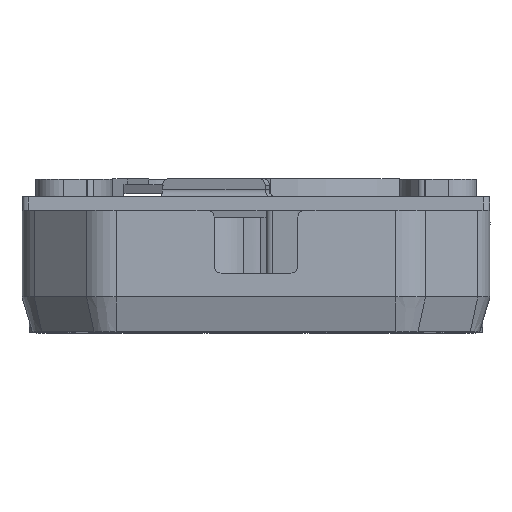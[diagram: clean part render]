
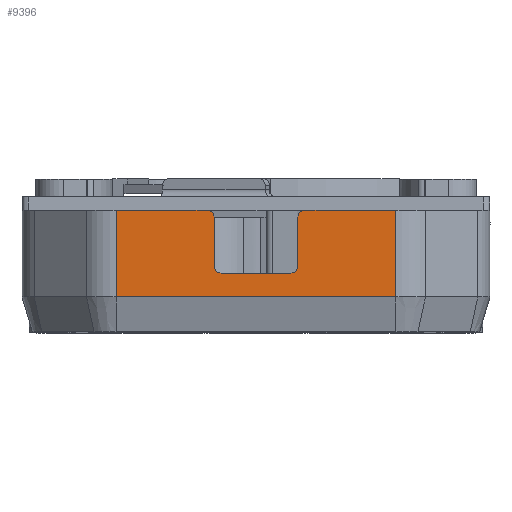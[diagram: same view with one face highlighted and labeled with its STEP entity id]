
A CAD part, top view. The second image highlights one B-rep face of the part: STEP entity #9396.
In plain terms, the highlighted planar face has unit normal (0, 0, 1).
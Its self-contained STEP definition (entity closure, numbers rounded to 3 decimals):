
#147=PLANE('',#10069);
#487=FACE_OUTER_BOUND('',#1020,.T.);
#1020=EDGE_LOOP('',(#6719,#6720,#6721,#6722,#6723,#6724,#6725,#6726,#6727,
#6728,#6729,#6730));
#1637=LINE('',#14337,#2583);
#1671=LINE('',#14436,#2617);
#1672=LINE('',#14440,#2618);
#1673=LINE('',#14442,#2619);
#1674=LINE('',#14446,#2620);
#1675=LINE('',#14450,#2621);
#1676=LINE('',#14454,#2622);
#1677=LINE('',#14457,#2623);
#2583=VECTOR('',#11355,10.);
#2617=VECTOR('',#11461,10.);
#2618=VECTOR('',#11466,10.);
#2619=VECTOR('',#11467,10.);
#2620=VECTOR('',#11470,10.);
#2621=VECTOR('',#11473,10.);
#2622=VECTOR('',#11476,10.);
#2623=VECTOR('',#11479,10.);
#3544=CIRCLE('',#10070,1.);
#3545=CIRCLE('',#10071,1.);
#3546=CIRCLE('',#10072,1.);
#3547=CIRCLE('',#10073,1.);
#4067=VERTEX_POINT('',#14333);
#4068=VERTEX_POINT('',#14335);
#4097=VERTEX_POINT('',#14435);
#4098=VERTEX_POINT('',#14439);
#4099=VERTEX_POINT('',#14441);
#4100=VERTEX_POINT('',#14443);
#4101=VERTEX_POINT('',#14445);
#4102=VERTEX_POINT('',#14447);
#4103=VERTEX_POINT('',#14449);
#4104=VERTEX_POINT('',#14451);
#4105=VERTEX_POINT('',#14453);
#4106=VERTEX_POINT('',#14455);
#5065=EDGE_CURVE('',#4068,#4067,#1637,.T.);
#5114=EDGE_CURVE('',#4067,#4097,#1671,.T.);
#5116=EDGE_CURVE('',#4098,#4068,#1672,.T.);
#5117=EDGE_CURVE('',#4099,#4098,#1673,.T.);
#5118=EDGE_CURVE('',#4100,#4099,#3544,.T.);
#5119=EDGE_CURVE('',#4100,#4101,#1674,.T.);
#5120=EDGE_CURVE('',#4102,#4101,#3545,.T.);
#5121=EDGE_CURVE('',#4102,#4103,#1675,.T.);
#5122=EDGE_CURVE('',#4104,#4103,#3546,.T.);
#5123=EDGE_CURVE('',#4104,#4105,#1676,.T.);
#5124=EDGE_CURVE('',#4106,#4105,#3547,.T.);
#5125=EDGE_CURVE('',#4097,#4106,#1677,.T.);
#6719=ORIENTED_EDGE('',*,*,#5065,.F.);
#6720=ORIENTED_EDGE('',*,*,#5116,.F.);
#6721=ORIENTED_EDGE('',*,*,#5117,.F.);
#6722=ORIENTED_EDGE('',*,*,#5118,.F.);
#6723=ORIENTED_EDGE('',*,*,#5119,.T.);
#6724=ORIENTED_EDGE('',*,*,#5120,.F.);
#6725=ORIENTED_EDGE('',*,*,#5121,.T.);
#6726=ORIENTED_EDGE('',*,*,#5122,.F.);
#6727=ORIENTED_EDGE('',*,*,#5123,.T.);
#6728=ORIENTED_EDGE('',*,*,#5124,.F.);
#6729=ORIENTED_EDGE('',*,*,#5125,.F.);
#6730=ORIENTED_EDGE('',*,*,#5114,.F.);
#9396=ADVANCED_FACE('',(#487),#147,.T.);
#10069=AXIS2_PLACEMENT_3D('',#14438,#11464,#11465);
#10070=AXIS2_PLACEMENT_3D('',#14444,#11468,#11469);
#10071=AXIS2_PLACEMENT_3D('',#14448,#11471,#11472);
#10072=AXIS2_PLACEMENT_3D('',#14452,#11474,#11475);
#10073=AXIS2_PLACEMENT_3D('',#14456,#11477,#11478);
#11355=DIRECTION('',(-1.,0.,0.));
#11461=DIRECTION('',(0.,1.,0.));
#11464=DIRECTION('center_axis',(0.,0.,
1.));
#11465=DIRECTION('ref_axis',(1.,0.,0.));
#11466=DIRECTION('',(0.,-1.,0.));
#11467=DIRECTION('',(1.,0.,0.));
#11468=DIRECTION('center_axis',(0.,0.,
-1.));
#11469=DIRECTION('ref_axis',(-0.707,0.707,0.));
#11470=DIRECTION('',(0.,-1.,0.));
#11471=DIRECTION('center_axis',(0.,0.,
1.));
#11472=DIRECTION('ref_axis',(0.707,-0.707,0.));
#11473=DIRECTION('',(-1.,0.,0.));
#11474=DIRECTION('center_axis',(0.,0.,
1.));
#11475=DIRECTION('ref_axis',(-0.707,-0.707,0.));
#11476=DIRECTION('',(0.,1.,0.));
#11477=DIRECTION('center_axis',(0.,0.,
-1.));
#11478=DIRECTION('ref_axis',(0.707,0.707,0.));
#11479=DIRECTION('',(1.,0.,0.));
#14333=CARTESIAN_POINT('',(-20.015,-17.,83.333));
#14335=CARTESIAN_POINT('',(20.015,-17.,83.333));
#14337=CARTESIAN_POINT('',(-11.25,-17.,83.333));
#14435=CARTESIAN_POINT('',(-20.015,-4.6,83.333));
#14436=CARTESIAN_POINT('',(-20.015,-22.,83.333));
#14438=CARTESIAN_POINT('Origin',(-22.5,-22.,83.333));
#14439=CARTESIAN_POINT('',(20.015,-4.6,83.333));
#14440=CARTESIAN_POINT('',(20.015,-22.,83.333));
#14441=CARTESIAN_POINT('',(7.,-4.6,83.333));
#14442=CARTESIAN_POINT('',(22.5,-4.6,83.333));
#14443=CARTESIAN_POINT('',(6.,-5.6,83.333));
#14444=CARTESIAN_POINT('Origin',(7.,-5.6,83.333));
#14445=CARTESIAN_POINT('',(6.,-12.6,83.333));
#14446=CARTESIAN_POINT('',(6.,-13.3,83.333));
#14447=CARTESIAN_POINT('',(5.,-13.6,83.333));
#14448=CARTESIAN_POINT('Origin',(5.,-12.6,83.333));
#14449=CARTESIAN_POINT('',(-5.,-13.6,83.333));
#14450=CARTESIAN_POINT('',(-11.25,-13.6,83.333));
#14451=CARTESIAN_POINT('',(-6.,-12.6,83.333));
#14452=CARTESIAN_POINT('Origin',(-5.,-12.6,83.333));
#14453=CARTESIAN_POINT('',(-6.,-5.6,83.333));
#14454=CARTESIAN_POINT('',(-6.,-13.3,83.333));
#14455=CARTESIAN_POINT('',(-7.,-4.6,83.333));
#14456=CARTESIAN_POINT('Origin',(-7.,-5.6,83.333));
#14457=CARTESIAN_POINT('',(22.5,-4.6,83.333));
